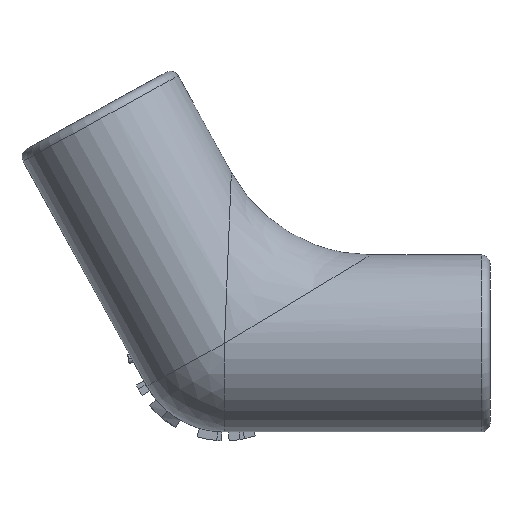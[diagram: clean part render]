
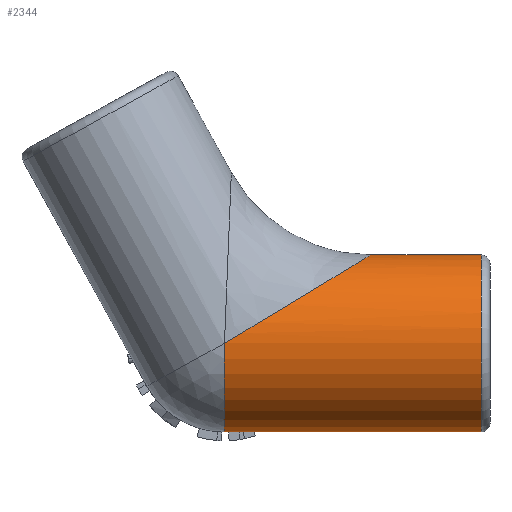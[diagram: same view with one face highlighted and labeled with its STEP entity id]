
A CAD part, front view. The second image highlights one B-rep face of the part: STEP entity #2344.
In plain terms, the highlighted cylindrical face has radius 5 mm (diameter 10 mm), a partial arc.
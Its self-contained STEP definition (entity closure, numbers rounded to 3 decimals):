
#14 = VERTEX_POINT ( 'NONE', #3566 ) ;
#42 = VERTEX_POINT ( 'NONE', #1640 ) ;
#46 = EDGE_CURVE ( 'NONE', #42, #1275, #2813, .T. ) ;
#106 = DIRECTION ( 'NONE',  ( -1., 0., 0. ) ) ;
#133 = CARTESIAN_POINT ( 'NONE',  ( 15., 0., -5. ) ) ;
#183 = ORIENTED_EDGE ( 'NONE', *, *, #834, .T. ) ;
#693 = CYLINDRICAL_SURFACE ( 'NONE', #4249, 5. ) ;
#834 = EDGE_CURVE ( 'NONE', #42, #14, #4082, .T. ) ;
#891 = CARTESIAN_POINT ( 'NONE',  ( 0., 0., -5. ) ) ;
#1036 = DIRECTION ( 'NONE',  ( -1., 0., 0. ) ) ;
#1275 = VERTEX_POINT ( 'NONE', #891 ) ;
#1551 = ORIENTED_EDGE ( 'NONE', *, *, #4633, .T. ) ;
#1608 = ORIENTED_EDGE ( 'NONE', *, *, #46, .F. ) ;
#1615 = CARTESIAN_POINT ( 'NONE',  ( 14.5, 0., 0. ) ) ;
#1640 = CARTESIAN_POINT ( 'NONE',  ( 14.5, 0., -5. ) ) ;
#1802 = VECTOR ( 'NONE', #106, 1000. ) ;
#1806 = CARTESIAN_POINT ( 'NONE',  ( 15., 0., 0. ) ) ;
#1973 = LINE ( 'NONE', #3461, #1802 ) ;
#1987 = EDGE_CURVE ( 'NONE', #2692, #1275, #2592, .T. ) ;
#2202 = DIRECTION ( 'NONE',  ( 0., 0., 1. ) ) ;
#2269 = AXIS2_PLACEMENT_3D ( 'NONE', #1615, #2295, #3090 ) ;
#2295 = DIRECTION ( 'NONE',  ( -1., 0., 0. ) ) ;
#2344 = ADVANCED_FACE ( 'NONE', ( #4826 ), #693, .T. ) ;
#2491 = DIRECTION ( 'NONE',  ( 1., 0., 0. ) ) ;
#2592 = CIRCLE ( 'NONE', #4532, 5. ) ;
#2692 = VERTEX_POINT ( 'NONE', #4055 ) ;
#2744 = CARTESIAN_POINT ( 'NONE',  ( 8.274, -2.929, 5. ) ) ;
#2813 = LINE ( 'NONE', #133, #4578 ) ;
#2897 = CARTESIAN_POINT ( 'NONE',  ( 0., 0., 0. ) ) ;
#3017 = ORIENTED_EDGE ( 'NONE', *, *, #1987, .T. ) ;
#3090 = DIRECTION ( 'NONE',  ( 0., 0., -1. ) ) ;
#3096 = EDGE_CURVE ( 'NONE', #3678, #2692, #4033, .T. ) ;
#3145 = CARTESIAN_POINT ( 'NONE',  ( 4.847, -5., 2.929 ) ) ;
#3170 = ORIENTED_EDGE ( 'NONE', *, *, #3096, .T. ) ;
#3216 = CARTESIAN_POINT ( 'NONE',  ( 8.274, 0., 5. ) ) ;
#3461 = CARTESIAN_POINT ( 'NONE',  ( 15., 0., 5. ) ) ;
#3566 = CARTESIAN_POINT ( 'NONE',  ( 14.5, 0., 5. ) ) ;
#3610 = DIRECTION ( 'NONE',  ( 0., 0., -1. ) ) ;
#3678 = VERTEX_POINT ( 'NONE', #3216 ) ;
#3705 = EDGE_LOOP ( 'NONE', ( #1608, #183, #1551, #3170, #3017 ) ) ;
#4033 =( BOUNDED_CURVE ( )  B_SPLINE_CURVE ( 3, ( #4191, #2744, #3145, #4652 ),
 .UNSPECIFIED., .F., .T. ) 
 B_SPLINE_CURVE_WITH_KNOTS ( ( 4, 4 ),
 ( 3.142, 4.712 ),
 .UNSPECIFIED. ) 
 CURVE ( )  GEOMETRIC_REPRESENTATION_ITEM ( )  RATIONAL_B_SPLINE_CURVE ( ( 1., 0.805, 0.805, 1. ) ) 
 REPRESENTATION_ITEM ( '' )  );
#4055 = CARTESIAN_POINT ( 'NONE',  ( 0., -5., 0. ) ) ;
#4082 = CIRCLE ( 'NONE', #2269, 5. ) ;
#4191 = CARTESIAN_POINT ( 'NONE',  ( 8.274, 0., 5. ) ) ;
#4249 = AXIS2_PLACEMENT_3D ( 'NONE', #1806, #1036, #2202 ) ;
#4303 = DIRECTION ( 'NONE',  ( -1., 0., 0. ) ) ;
#4532 = AXIS2_PLACEMENT_3D ( 'NONE', #2897, #2491, #3610 ) ;
#4578 = VECTOR ( 'NONE', #4303, 1000. ) ;
#4633 = EDGE_CURVE ( 'NONE', #14, #3678, #1973, .T. ) ;
#4652 = CARTESIAN_POINT ( 'NONE',  ( 0., -5., 0. ) ) ;
#4826 = FACE_OUTER_BOUND ( 'NONE', #3705, .T. ) ;
